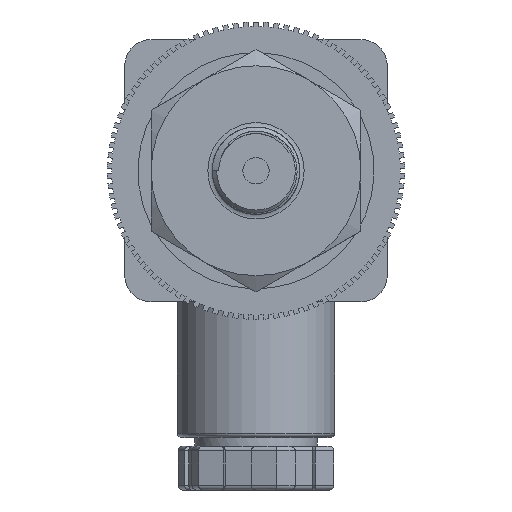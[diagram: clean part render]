
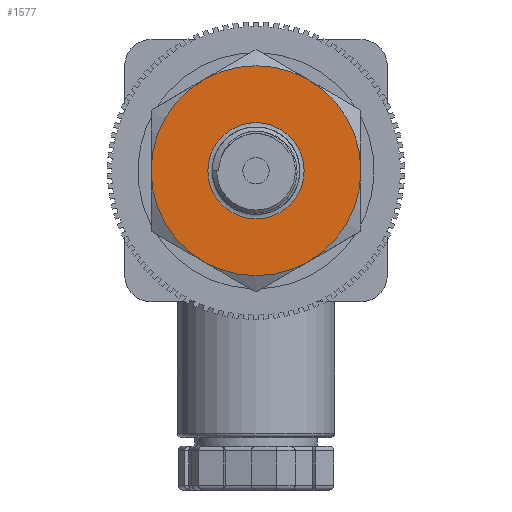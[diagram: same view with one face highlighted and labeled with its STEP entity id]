
A CAD part, left-side view. The second image highlights one B-rep face of the part: STEP entity #1577.
In plain terms, the highlighted planar face has unit normal (-1, 0, 0).
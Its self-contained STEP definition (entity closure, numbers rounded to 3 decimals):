
#724=PLANE('',#16384);
#798=FACE_BOUND('',#3476,.T.);
#799=FACE_BOUND('',#3477,.T.);
#1577=ADVANCED_FACE('',(#798,#799),#724,.F.);
#3476=EDGE_LOOP('',(#10758,#10759,#10760,#10761,#10762,#10763));
#3477=EDGE_LOOP('',(#10764));
#10758=ORIENTED_EDGE('',*,*,#14431,.F.);
#10759=ORIENTED_EDGE('',*,*,#14432,.F.);
#10760=ORIENTED_EDGE('',*,*,#14433,.F.);
#10761=ORIENTED_EDGE('',*,*,#14434,.F.);
#10762=ORIENTED_EDGE('',*,*,#14435,.F.);
#10763=ORIENTED_EDGE('',*,*,#14436,.F.);
#10764=ORIENTED_EDGE('',*,*,#14430,.T.);
#12266=VERTEX_POINT('',#26663);
#12267=VERTEX_POINT('',#26666);
#12268=VERTEX_POINT('',#26667);
#12269=VERTEX_POINT('',#26669);
#12270=VERTEX_POINT('',#26671);
#12271=VERTEX_POINT('',#26673);
#12272=VERTEX_POINT('',#26675);
#14430=EDGE_CURVE('',#12266,#12266,#15014,.T.);
#14431=EDGE_CURVE('',#12267,#12268,#15015,.T.);
#14432=EDGE_CURVE('',#12269,#12267,#15016,.T.);
#14433=EDGE_CURVE('',#12270,#12269,#15017,.T.);
#14434=EDGE_CURVE('',#12271,#12270,#15018,.T.);
#14435=EDGE_CURVE('',#12272,#12271,#15019,.T.);
#14436=EDGE_CURVE('',#12268,#12272,#15020,.T.);
#15014=CIRCLE('',#16376,5.5);
#15015=CIRCLE('',#16378,12.);
#15016=CIRCLE('',#16379,12.);
#15017=CIRCLE('',#16380,12.);
#15018=CIRCLE('',#16381,12.);
#15019=CIRCLE('',#16382,12.);
#15020=CIRCLE('',#16383,12.);
#16376=AXIS2_PLACEMENT_3D('',#26662,#20600,#20601);
#16378=AXIS2_PLACEMENT_3D('',#26665,#20604,#20605);
#16379=AXIS2_PLACEMENT_3D('',#26668,#20606,#20607);
#16380=AXIS2_PLACEMENT_3D('',#26670,#20608,#20609);
#16381=AXIS2_PLACEMENT_3D('',#26672,#20610,#20611);
#16382=AXIS2_PLACEMENT_3D('',#26674,#20612,#20613);
#16383=AXIS2_PLACEMENT_3D('',#26676,#20614,#20615);
#16384=AXIS2_PLACEMENT_3D('',#26677,#20616,#20617);
#20600=DIRECTION('',(1.,0.,0.));
#20601=DIRECTION('',(0.,0.,-1.));
#20604=DIRECTION('',(1.,0.,0.));
#20605=DIRECTION('',(0.,0.5,-0.866));
#20606=DIRECTION('',(1.,0.,0.));
#20607=DIRECTION('',(0.,-0.5,-0.866));
#20608=DIRECTION('',(1.,0.,0.));
#20609=DIRECTION('',(0.,-1.,0.));
#20610=DIRECTION('',(1.,0.,0.));
#20611=DIRECTION('',(0.,-0.5,0.866));
#20612=DIRECTION('',(1.,0.,0.));
#20613=DIRECTION('',(0.,0.5,0.866));
#20614=DIRECTION('',(1.,0.,0.));
#20615=DIRECTION('',(0.,1.,0.));
#20616=DIRECTION('',(1.,0.,0.));
#20617=DIRECTION('',(0.,-1.,0.));
#26662=CARTESIAN_POINT('',(12.,0.,0.));
#26663=CARTESIAN_POINT('',(12.,0.,-5.5));
#26665=CARTESIAN_POINT('',(12.,0.,0.));
#26666=CARTESIAN_POINT('',(12.,6.,-10.392));
#26667=CARTESIAN_POINT('',(12.,12.,0.));
#26668=CARTESIAN_POINT('',(12.,0.,0.));
#26669=CARTESIAN_POINT('',(12.,-6.,-10.392));
#26670=CARTESIAN_POINT('',(12.,0.,0.));
#26671=CARTESIAN_POINT('',(12.,-12.,0.));
#26672=CARTESIAN_POINT('',(12.,0.,0.));
#26673=CARTESIAN_POINT('',(12.,-6.,10.392));
#26674=CARTESIAN_POINT('',(12.,0.,0.));
#26675=CARTESIAN_POINT('',(12.,6.,10.392));
#26676=CARTESIAN_POINT('',(12.,0.,0.));
#26677=CARTESIAN_POINT('',(12.,0.,0.));
